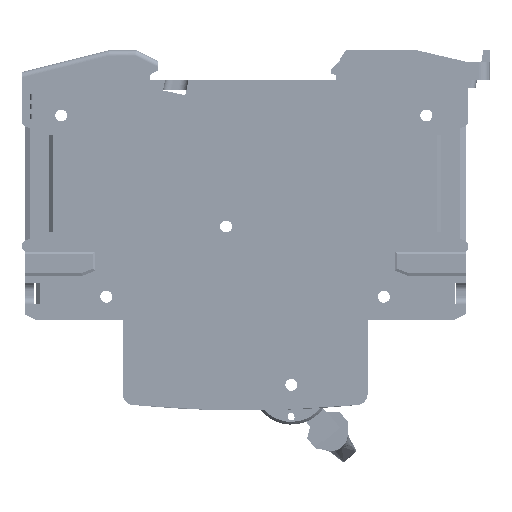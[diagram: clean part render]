
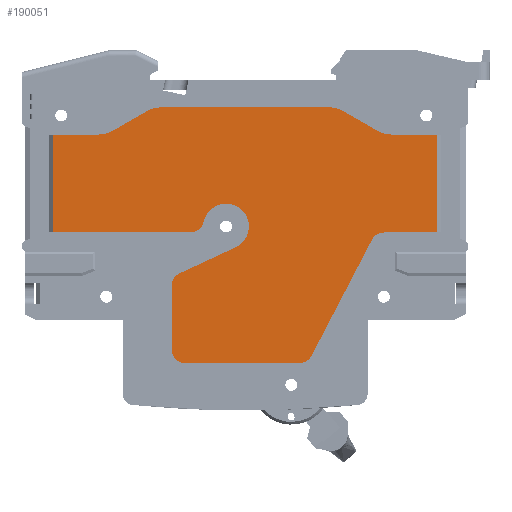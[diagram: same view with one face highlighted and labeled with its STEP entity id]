
A CAD part, front view. The second image highlights one B-rep face of the part: STEP entity #190051.
In plain terms, the highlighted planar face has unit normal (0, 1, 0).
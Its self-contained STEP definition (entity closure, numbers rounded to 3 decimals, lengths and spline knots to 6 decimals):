
#177968=CARTESIAN_POINT('',(0.03119,-0.0396,-0.031));
#177969=DIRECTION('',(0.,1.,0.));
#177970=DIRECTION('',(0.978,0.,-0.209));
#177971=AXIS2_PLACEMENT_3D('',#177968,#177969,#177970);
#177973=CARTESIAN_POINT('',(0.037743,-0.0396,-0.0324));
#177974=DIRECTION('',(0.,-1.,0.));
#177975=DIRECTION('',(0.423,0.,-0.906));
#177976=AXIS2_PLACEMENT_3D('',#177973,#177974,#177975);
#177978=DIRECTION('',(0.906,0.,0.423));
#177979=VECTOR('',#177978,0.011397);
#177980=CARTESIAN_POINT('',(0.029188,-0.0396,-0.041023));
#177981=LINE('',#177980,#177979);
#177982=CARTESIAN_POINT('',(0.030243,-0.0396,-0.04329));
#177983=DIRECTION('',(0.,1.,0.));
#177984=DIRECTION('',(-1.,0.,0.));
#177985=AXIS2_PLACEMENT_3D('',#177982,#177983,#177984);
#177987=CARTESIAN_POINT('',(0.030243,-0.0396,-0.055));
#177988=DIRECTION('',(0.,1.,0.));
#177989=DIRECTION('',(0.,0.,-1.));
#177990=AXIS2_PLACEMENT_3D('',#177987,#177988,#177989);
#177992=CARTESIAN_POINT('',(0.051226,-0.0396,-0.055));
#177993=DIRECTION('',(0.,1.,0.));
#177994=DIRECTION('',(0.887,0.,-0.462));
#177995=AXIS2_PLACEMENT_3D('',#177992,#177993,#177994);
#177997=DIRECTION('',(-0.462,0.,-0.887));
#177998=VECTOR('',#177997,0.024027);
#177999=CARTESIAN_POINT('',(0.064542,-0.0396,-0.034845));
#178000=LINE('',#177999,#177998);
#178001=CARTESIAN_POINT('',(0.066759,-0.0396,-0.036));
#178002=DIRECTION('',(0.,-1.,0.));
#178003=DIRECTION('',(0.,0.,1.));
#178004=AXIS2_PLACEMENT_3D('',#178001,#178002,#178003);
#178006=DIRECTION('',(0.,0.,1.));
#178007=VECTOR('',#178006,0.018);
#178008=CARTESIAN_POINT('',(0.076543,-0.0396,-0.0335));
#178009=LINE('',#178008,#178007);
#178010=DIRECTION('',(1.,0.,0.));
#178011=VECTOR('',#178010,0.00846);
#178012=CARTESIAN_POINT('',(0.068082,-0.0396,-0.0155));
#178013=LINE('',#178012,#178011);
#178014=CARTESIAN_POINT('',(0.068082,-0.0396,-0.0105));
#178015=DIRECTION('',(0.,-1.,0.));
#178016=DIRECTION('',(-0.5,0.,-0.866));
#178017=AXIS2_PLACEMENT_3D('',#178014,#178015,#178016);
#178019=DIRECTION('',(0.866,0.,-0.5));
#178020=VECTOR('',#178019,0.007321);
#178021=CARTESIAN_POINT('',(0.059243,-0.0396,-0.01117));
#178022=LINE('',#178021,#178020);
#178023=CARTESIAN_POINT('',(0.056743,-0.0396,-0.0155));
#178024=DIRECTION('',(0.,1.,0.));
#178025=DIRECTION('',(0.,0.,1.));
#178026=AXIS2_PLACEMENT_3D('',#178023,#178024,#178025);
#178028=CARTESIAN_POINT('',(0.025743,-0.0396,-0.0155));
#178029=DIRECTION('',(0.,1.,0.));
#178030=DIRECTION('',(-0.5,0.,0.866));
#178031=AXIS2_PLACEMENT_3D('',#178028,#178029,#178030);
#178033=DIRECTION('',(0.866,0.,0.5));
#178034=VECTOR('',#178033,0.007321);
#178035=CARTESIAN_POINT('',(0.016903,-0.0396,-0.01483));
#178036=LINE('',#178035,#178034);
#178037=CARTESIAN_POINT('',(0.014403,-0.0396,-0.0105));
#178038=DIRECTION('',(0.,-1.,0.));
#178039=DIRECTION('',(0.,0.,-1.));
#178040=AXIS2_PLACEMENT_3D('',#178037,#178038,#178039);
#178050=DIRECTION('',(-1.,0.,0.));
#178051=VECTOR('',#178050,0.025248);
#178052=CARTESIAN_POINT('',(0.03119,-0.0396,-0.0335));
#178053=LINE('',#178052,#178051);
#178054=DIRECTION('',(0.,0.,1.));
#178055=VECTOR('',#178054,0.018);
#178056=CARTESIAN_POINT('',(0.005943,-0.0396,-0.0335));
#178057=LINE('',#178056,#178055);
#178062=DIRECTION('',(-1.,0.,0.));
#178063=VECTOR('',#178062,0.00846);
#178064=CARTESIAN_POINT('',(0.014403,-0.0396,-0.0155));
#178065=LINE('',#178064,#178063);
#185568=DIRECTION('',(-1.,0.,0.));
#185569=VECTOR('',#185568,0.031);
#185570=CARTESIAN_POINT('',(0.056743,-0.0396,-0.0105));
#185571=LINE('',#185570,#185569);
#185612=DIRECTION('',(0.,0.,1.));
#185613=VECTOR('',#185612,0.01171);
#185614=CARTESIAN_POINT('',(0.027743,-0.0396,-0.055));
#185615=LINE('',#185614,#185613);
#185628=DIRECTION('',(-1.,0.,0.));
#185629=VECTOR('',#185628,0.020983);
#185630=CARTESIAN_POINT('',(0.051226,-0.0396,-0.0575));
#185631=LINE('',#185630,#185629);
#185660=DIRECTION('',(-1.,0.,0.));
#185661=VECTOR('',#185660,0.009783);
#185662=CARTESIAN_POINT('',(0.076543,-0.0396,-0.0335));
#185663=LINE('',#185662,#185661);
#186463=CARTESIAN_POINT('',(0.076543,-0.0396,-0.0155));
#186464=VERTEX_POINT('',#186463);
#186465=CARTESIAN_POINT('',(0.068082,-0.0396,-0.0155));
#186466=VERTEX_POINT('',#186465);
#186471=CARTESIAN_POINT('',(0.076543,-0.0396,-0.0335));
#186472=VERTEX_POINT('',#186471);
#186501=CARTESIAN_POINT('',(0.03119,-0.0396,-0.0335));
#186502=CARTESIAN_POINT('',(0.005943,-0.0396,-0.0335));
#186503=VERTEX_POINT('',#186501);
#186504=VERTEX_POINT('',#186502);
#186505=CARTESIAN_POINT('',(0.033635,-0.0396,-0.031522));
#186506=VERTEX_POINT('',#186505);
#186507=CARTESIAN_POINT('',(0.039518,-0.0396,-0.036206));
#186508=VERTEX_POINT('',#186507);
#186509=CARTESIAN_POINT('',(0.029188,-0.0396,-0.041023));
#186510=VERTEX_POINT('',#186509);
#186511=CARTESIAN_POINT('',(0.027743,-0.0396,-0.04329));
#186512=VERTEX_POINT('',#186511);
#186513=CARTESIAN_POINT('',(0.027743,-0.0396,-0.055));
#186514=VERTEX_POINT('',#186513);
#186515=CARTESIAN_POINT('',(0.030243,-0.0396,-0.0575));
#186516=VERTEX_POINT('',#186515);
#186517=CARTESIAN_POINT('',(0.051226,-0.0396,-0.0575));
#186518=VERTEX_POINT('',#186517);
#186519=CARTESIAN_POINT('',(0.053443,-0.0396,-0.056155));
#186520=VERTEX_POINT('',#186519);
#186521=CARTESIAN_POINT('',(0.064542,-0.0396,-0.034845));
#186522=VERTEX_POINT('',#186521);
#186523=CARTESIAN_POINT('',(0.066759,-0.0396,-0.0335));
#186524=VERTEX_POINT('',#186523);
#186525=CARTESIAN_POINT('',(0.065582,-0.0396,-0.01483));
#186526=VERTEX_POINT('',#186525);
#186527=CARTESIAN_POINT('',(0.059243,-0.0396,-0.01117));
#186528=VERTEX_POINT('',#186527);
#186529=CARTESIAN_POINT('',(0.056743,-0.0396,-0.0105));
#186530=VERTEX_POINT('',#186529);
#186531=CARTESIAN_POINT('',(0.025743,-0.0396,-0.0105));
#186532=VERTEX_POINT('',#186531);
#186533=CARTESIAN_POINT('',(0.023243,-0.0396,-0.01117));
#186534=VERTEX_POINT('',#186533);
#186535=CARTESIAN_POINT('',(0.016903,-0.0396,-0.01483));
#186536=VERTEX_POINT('',#186535);
#186537=CARTESIAN_POINT('',(0.014403,-0.0396,-0.0155));
#186538=VERTEX_POINT('',#186537);
#186539=CARTESIAN_POINT('',(0.005943,-0.0396,-0.0155));
#186540=VERTEX_POINT('',#186539);
#190000=CARTESIAN_POINT('',(0.041243,-0.0396,-0.034));
#190001=DIRECTION('',(0.,1.,0.));
#190002=DIRECTION('',(-1.,0.,0.));
#190003=AXIS2_PLACEMENT_3D('',#190000,#190001,#190002);
#190004=PLANE('',#190003);
#190006=ORIENTED_EDGE('',*,*,#190005,.F.);
#190008=ORIENTED_EDGE('',*,*,#190007,.F.);
#190010=ORIENTED_EDGE('',*,*,#190009,.F.);
#190012=ORIENTED_EDGE('',*,*,#190011,.F.);
#190014=ORIENTED_EDGE('',*,*,#190013,.F.);
#190016=ORIENTED_EDGE('',*,*,#190015,.F.);
#190018=ORIENTED_EDGE('',*,*,#190017,.F.);
#190020=ORIENTED_EDGE('',*,*,#190019,.F.);
#190022=ORIENTED_EDGE('',*,*,#190021,.F.);
#190024=ORIENTED_EDGE('',*,*,#190023,.F.);
#190026=ORIENTED_EDGE('',*,*,#190025,.F.);
#190028=ORIENTED_EDGE('',*,*,#190027,.F.);
#190029=ORIENTED_EDGE('',*,*,#189834,.T.);
#190030=ORIENTED_EDGE('',*,*,#189821,.F.);
#190032=ORIENTED_EDGE('',*,*,#190031,.F.);
#190034=ORIENTED_EDGE('',*,*,#190033,.F.);
#190036=ORIENTED_EDGE('',*,*,#190035,.F.);
#190038=ORIENTED_EDGE('',*,*,#190037,.T.);
#190040=ORIENTED_EDGE('',*,*,#190039,.F.);
#190042=ORIENTED_EDGE('',*,*,#190041,.F.);
#190044=ORIENTED_EDGE('',*,*,#190043,.F.);
#190046=ORIENTED_EDGE('',*,*,#190045,.T.);
#190048=ORIENTED_EDGE('',*,*,#190047,.F.);
#190049=EDGE_LOOP('',(#190006,#190008,#190010,#190012,#190014,#190016,#190018,
#190020,#190022,#190024,#190026,#190028,#190029,#190030,#190032,#190034,#190036,
#190038,#190040,#190042,#190044,#190046,#190048));
#190050=FACE_OUTER_BOUND('',#190049,.F.);
#190051=ADVANCED_FACE('',(#190050),#190004,.T.);
#177972=CIRCLE('',#177971,0.0025);
#177977=CIRCLE('',#177976,0.0042);
#177986=CIRCLE('',#177985,0.0025);
#177991=CIRCLE('',#177990,0.0025);
#177996=CIRCLE('',#177995,0.0025);
#178005=CIRCLE('',#178004,0.0025);
#178018=CIRCLE('',#178017,0.005);
#178027=CIRCLE('',#178026,0.005);
#178032=CIRCLE('',#178031,0.005);
#178041=CIRCLE('',#178040,0.005);
#189821=EDGE_CURVE('',#186466,#186464,#178013,.T.);
#189834=EDGE_CURVE('',#186472,#186464,#178009,.T.);
#190005=EDGE_CURVE('',#186503,#186504,#178053,.T.);
#190007=EDGE_CURVE('',#186506,#186503,#177972,.T.);
#190009=EDGE_CURVE('',#186508,#186506,#177977,.T.);
#190011=EDGE_CURVE('',#186510,#186508,#177981,.T.);
#190013=EDGE_CURVE('',#186512,#186510,#177986,.T.);
#190015=EDGE_CURVE('',#186514,#186512,#185615,.T.);
#190017=EDGE_CURVE('',#186516,#186514,#177991,.T.);
#190019=EDGE_CURVE('',#186518,#186516,#185631,.T.);
#190021=EDGE_CURVE('',#186520,#186518,#177996,.T.);
#190023=EDGE_CURVE('',#186522,#186520,#178000,.T.);
#190025=EDGE_CURVE('',#186524,#186522,#178005,.T.);
#190027=EDGE_CURVE('',#186472,#186524,#185663,.T.);
#190031=EDGE_CURVE('',#186526,#186466,#178018,.T.);
#190033=EDGE_CURVE('',#186528,#186526,#178022,.T.);
#190035=EDGE_CURVE('',#186530,#186528,#178027,.T.);
#190037=EDGE_CURVE('',#186530,#186532,#185571,.T.);
#190039=EDGE_CURVE('',#186534,#186532,#178032,.T.);
#190041=EDGE_CURVE('',#186536,#186534,#178036,.T.);
#190043=EDGE_CURVE('',#186538,#186536,#178041,.T.);
#190045=EDGE_CURVE('',#186538,#186540,#178065,.T.);
#190047=EDGE_CURVE('',#186504,#186540,#178057,.T.);
